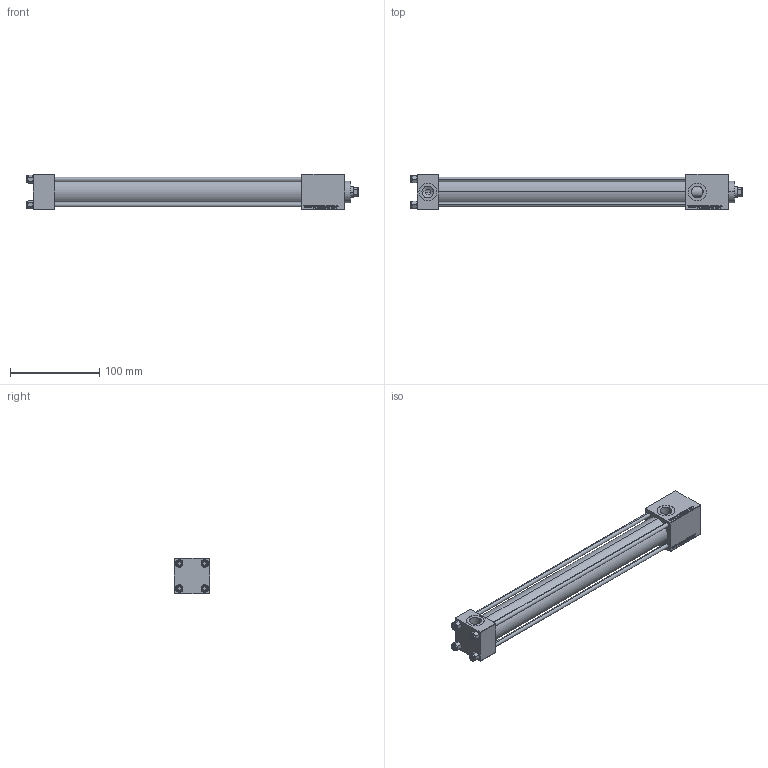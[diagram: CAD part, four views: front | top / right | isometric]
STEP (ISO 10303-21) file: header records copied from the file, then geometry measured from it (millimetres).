
FILE_DESCRIPTION (( 'STEP AP203' ), '1' );
FILE_NAME ('5429.STEP', '2023-08-23T10:13:19', ( '' ), ( '' ), 'SwSTEP 2.0', 'SolidWorks 2019', '' );
FILE_SCHEMA (( 'CONFIG_CONTROL_DESIGN' ));
Length unit declared in the file: millimetre
Products named in the file (6): V215CR_C_TYCINKA e6c5cc44fdfea100dd7ead9d28d23b01; 5429; V215_VC_A e6c5cc44fdfea100dd7ead9d28d23b01; V215CR_VCP_C e6c5cc44fdfea100dd7ead9d28d23b01; NUT_M5_C e6c5cc44fdfea100dd7ead9d28d23b01; V215CR_C_Body e6c5cc44fdfea100dd7ead9d28d23b01
Assembly tree (11 placements, depth 2):
  5429
    V215CR_C_Body e6c5cc44fdfea100dd7ead9d28d23b01
    V215CR_VCP_C e6c5cc44fdfea100dd7ead9d28d23b01
    NUT_M5_C e6c5cc44fdfea100dd7ead9d28d23b01  x4
    V215CR_C_TYCINKA e6c5cc44fdfea100dd7ead9d28d23b01  x4
    V215_VC_A e6c5cc44fdfea100dd7ead9d28d23b01
Bounding box: 372 x 40 x 40 mm (x, y, z)
Volume: 247161.7 mm3; surface area: 118027.8 mm2
Topology: 11 solids, 11 shells, 1147 faces, 2871 edges, 1861 vertices
Faces by surface type: plane 525, bspline 392, cone 136, cylinder 86, torus 8
Entity records: 50151 total; most frequent: CARTESIAN_POINT 27092, ORIENTED_EDGE 5234, DIRECTION 3291, EDGE_CURVE 2617, VERTEX_POINT 1717, LINE 1587, VECTOR 1587, EDGE_LOOP 1154
